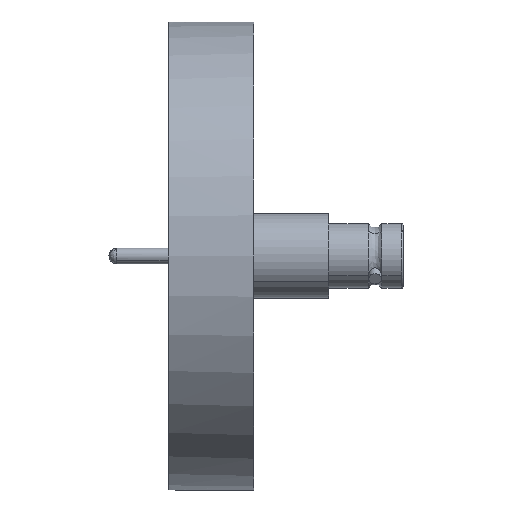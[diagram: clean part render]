
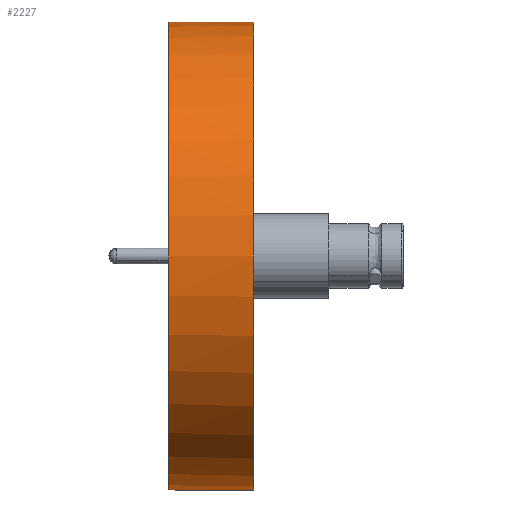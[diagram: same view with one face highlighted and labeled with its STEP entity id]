
A CAD part, left-side view. The second image highlights one B-rep face of the part: STEP entity #2227.
In plain terms, the highlighted cylindrical face has radius 34.95 mm (diameter 69.9 mm), a partial arc.
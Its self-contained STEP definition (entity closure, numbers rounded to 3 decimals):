
#28 = DIRECTION ( 'NONE',  ( 0., 1., 0. ) ) ;
#38 = CARTESIAN_POINT ( 'NONE',  ( -0.13, -1., 34.95 ) ) ;
#80 = CARTESIAN_POINT ( 'NONE',  ( 0., -1., 34.95 ) ) ;
#195 = CYLINDRICAL_SURFACE ( 'NONE', #2936, 34.95 ) ;
#204 = EDGE_CURVE ( 'NONE', #1494, #2934, #1652, .T. ) ;
#284 = CARTESIAN_POINT ( 'NONE',  ( -1., -0.132, -34.936 ) ) ;
#296 = EDGE_CURVE ( 'NONE', #1095, #2934, #2008, .T. ) ;
#397 = VECTOR ( 'NONE', #1408, 1000. ) ;
#401 = CARTESIAN_POINT ( 'NONE',  ( 0., -12.7, 34.95 ) ) ;
#420 = ORIENTED_EDGE ( 'NONE', *, *, #2077, .T. ) ;
#437 = CARTESIAN_POINT ( 'NONE',  ( 0., -12.7, -34.95 ) ) ;
#492 = CARTESIAN_POINT ( 'NONE',  ( 0., 0., 0. ) ) ;
#496 = CARTESIAN_POINT ( 'NONE',  ( -1., 0., 34.936 ) ) ;
#517 = CARTESIAN_POINT ( 'NONE',  ( -0.874, -0.504, -34.939 ) ) ;
#641 = ORIENTED_EDGE ( 'NONE', *, *, #2837, .F. ) ;
#685 = B_SPLINE_CURVE_WITH_KNOTS ( 'NONE', 3,
 ( #496, #1892, #2353, #970, #2573, #1202, #2813, #1438, #38, #1679 ),
 .UNSPECIFIED., .F., .F.,
 ( 4, 2, 2, 2, 4 ),
 ( 0., 0., 0.001, 0.001, 0.002 ),
 .UNSPECIFIED. ) ;
#727 = DIRECTION ( 'NONE',  ( 0., 0., 1. ) ) ;
#752 = CARTESIAN_POINT ( 'NONE',  ( -0.615, -0.8, -34.945 ) ) ;
#849 = ORIENTED_EDGE ( 'NONE', *, *, #1618, .T. ) ;
#922 = AXIS2_PLACEMENT_3D ( 'NONE', #2726, #1356, #2958 ) ;
#970 = CARTESIAN_POINT ( 'NONE',  ( -0.874, -0.504, 34.939 ) ) ;
#984 = CARTESIAN_POINT ( 'NONE',  ( -1., 0., -34.936 ) ) ;
#995 = CARTESIAN_POINT ( 'NONE',  ( -0.262, -0.974, -34.949 ) ) ;
#1019 = LINE ( 'NONE', #401, #397 ) ;
#1026 = CARTESIAN_POINT ( 'NONE',  ( -1., 0., 34.936 ) ) ;
#1095 = VERTEX_POINT ( 'NONE', #2533 ) ;
#1178 = CIRCLE ( 'NONE', #922, 34.95 ) ;
#1188 = DIRECTION ( 'NONE',  ( 0., 0., 1. ) ) ;
#1202 = CARTESIAN_POINT ( 'NONE',  ( -0.615, -0.8, 34.945 ) ) ;
#1223 = CARTESIAN_POINT ( 'NONE',  ( 0., -1., -34.95 ) ) ;
#1353 = ORIENTED_EDGE ( 'NONE', *, *, #2235, .F. ) ;
#1356 = DIRECTION ( 'NONE',  ( 0., 1., 0. ) ) ;
#1408 = DIRECTION ( 'NONE',  ( 0., 1., 0. ) ) ;
#1423 = VERTEX_POINT ( 'NONE', #1026 ) ;
#1438 = CARTESIAN_POINT ( 'NONE',  ( -0.262, -0.974, 34.949 ) ) ;
#1443 = VERTEX_POINT ( 'NONE', #2406 ) ;
#1494 = VERTEX_POINT ( 'NONE', #2881 ) ;
#1540 = CIRCLE ( 'NONE', #1583, 34.95 ) ;
#1583 = AXIS2_PLACEMENT_3D ( 'NONE', #492, #2122, #727 ) ;
#1618 = EDGE_CURVE ( 'NONE', #1443, #2590, #1019, .T. ) ;
#1652 = LINE ( 'NONE', #437, #2184 ) ;
#1679 = CARTESIAN_POINT ( 'NONE',  ( 0., -1., 34.95 ) ) ;
#1892 = CARTESIAN_POINT ( 'NONE',  ( -1., -0.132, 34.936 ) ) ;
#1914 = CARTESIAN_POINT ( 'NONE',  ( -0.974, -0.262, -34.936 ) ) ;
#1961 = EDGE_LOOP ( 'NONE', ( #2913, #420, #849, #1353, #641, #2037 ) ) ;
#2008 = B_SPLINE_CURVE_WITH_KNOTS ( 'NONE', 3,
 ( #984, #284, #1914, #517, #2144, #752, #2372, #995, #2598, #1223 ),
 .UNSPECIFIED., .F., .F.,
 ( 4, 2, 2, 2, 4 ),
 ( 0., 0., 0.001, 0.001, 0.002 ),
 .UNSPECIFIED. ) ;
#2037 = ORIENTED_EDGE ( 'NONE', *, *, #296, .T. ) ;
#2077 = EDGE_CURVE ( 'NONE', #1494, #1443, #1178, .T. ) ;
#2122 = DIRECTION ( 'NONE',  ( 0., 1., 0. ) ) ;
#2144 = CARTESIAN_POINT ( 'NONE',  ( -0.799, -0.615, -34.941 ) ) ;
#2161 = CARTESIAN_POINT ( 'NONE',  ( 0., -1., -34.95 ) ) ;
#2184 = VECTOR ( 'NONE', #2979, 1000. ) ;
#2227 = ADVANCED_FACE ( 'NONE', ( #2725 ), #195, .T. ) ;
#2235 = EDGE_CURVE ( 'NONE', #1423, #2590, #685, .T. ) ;
#2353 = CARTESIAN_POINT ( 'NONE',  ( -0.974, -0.262, 34.936 ) ) ;
#2372 = CARTESIAN_POINT ( 'NONE',  ( -0.503, -0.874, -34.947 ) ) ;
#2406 = CARTESIAN_POINT ( 'NONE',  ( 0., -12.7, 34.95 ) ) ;
#2533 = CARTESIAN_POINT ( 'NONE',  ( -1., 0., -34.936 ) ) ;
#2573 = CARTESIAN_POINT ( 'NONE',  ( -0.799, -0.615, 34.941 ) ) ;
#2590 = VERTEX_POINT ( 'NONE', #80 ) ;
#2598 = CARTESIAN_POINT ( 'NONE',  ( -0.13, -1., -34.95 ) ) ;
#2725 = FACE_OUTER_BOUND ( 'NONE', #1961, .T. ) ;
#2726 = CARTESIAN_POINT ( 'NONE',  ( 0., -12.7, 0. ) ) ;
#2805 = CARTESIAN_POINT ( 'NONE',  ( 0., -12.7, 0. ) ) ;
#2813 = CARTESIAN_POINT ( 'NONE',  ( -0.503, -0.874, 34.947 ) ) ;
#2837 = EDGE_CURVE ( 'NONE', #1095, #1423, #1540, .T. ) ;
#2881 = CARTESIAN_POINT ( 'NONE',  ( 0., -12.7, -34.95 ) ) ;
#2913 = ORIENTED_EDGE ( 'NONE', *, *, #204, .F. ) ;
#2934 = VERTEX_POINT ( 'NONE', #2161 ) ;
#2936 = AXIS2_PLACEMENT_3D ( 'NONE', #2805, #28, #1188 ) ;
#2958 = DIRECTION ( 'NONE',  ( 0., 0., 1. ) ) ;
#2979 = DIRECTION ( 'NONE',  ( 0., 1., 0. ) ) ;
